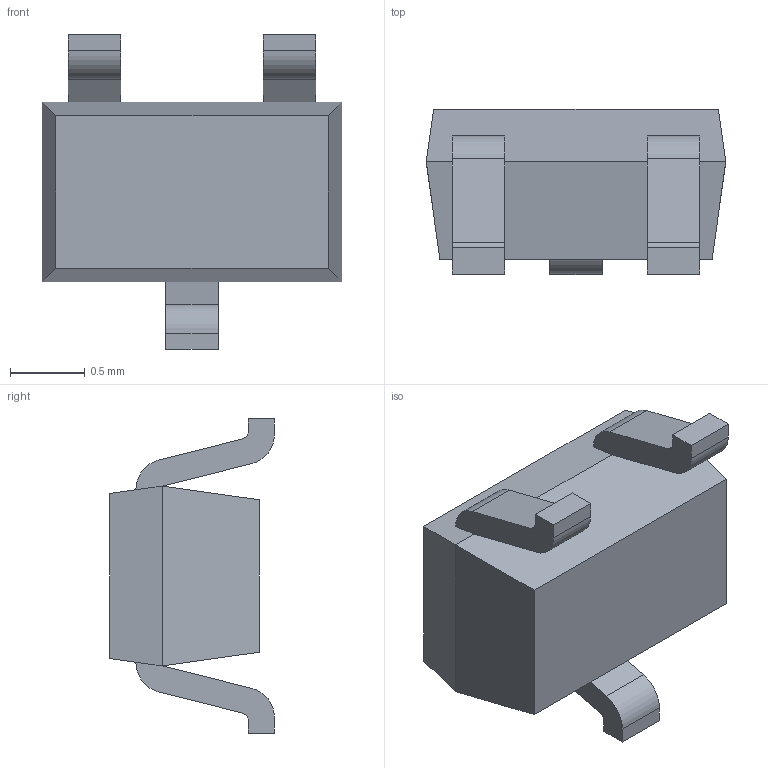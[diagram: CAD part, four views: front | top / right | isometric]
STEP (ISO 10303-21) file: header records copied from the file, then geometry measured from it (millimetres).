
FILE_DESCRIPTION (( 'STEP AP214' ), '1' );
FILE_NAME ('NX3008NBKW,115.STEP', '2018-06-01T09:05:10', ( '' ), ( '' ), 'SwSTEP 2.0', 'SolidWorks 2017', '' );
FILE_SCHEMA (( 'AUTOMOTIVE_DESIGN' ));
Length unit declared in the file: millimetre
Products named in the file (1): NX3008NBKW,115
Bounding box: 2 x 1.1 x 2.1 mm (x, y, z)
Volume: 2.3 mm3; surface area: 13.6 mm2
Topology: 4 solids, 4 shells, 43 faces, 101 edges, 66 vertices
Faces by surface type: plane 34, cylinder 9
Entity records: 1524 total; most frequent: CARTESIAN_POINT 211, DIRECTION 207, ORIENTED_EDGE 202, EDGE_CURVE 101, LINE 83, VECTOR 83, VERTEX_POINT 66, AXIS2_PLACEMENT_3D 62
